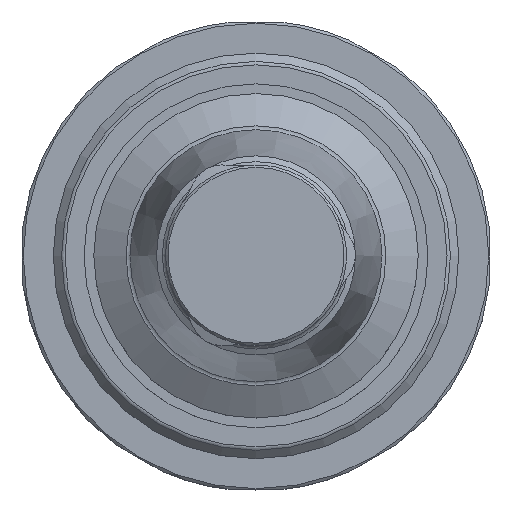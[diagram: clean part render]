
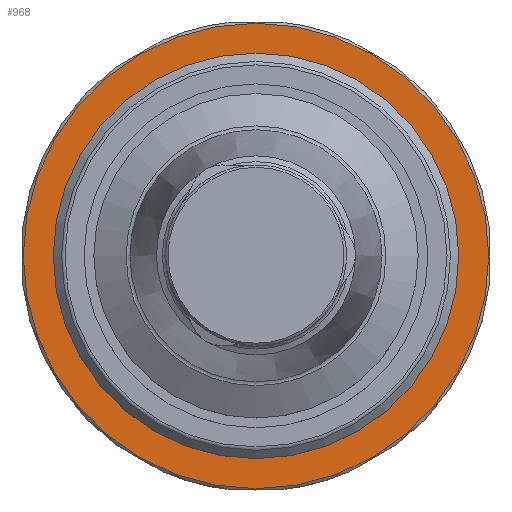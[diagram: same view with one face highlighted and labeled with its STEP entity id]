
A CAD part, top view. The second image highlights one B-rep face of the part: STEP entity #968.
In plain terms, the highlighted planar face has unit normal (0, 0, 1).
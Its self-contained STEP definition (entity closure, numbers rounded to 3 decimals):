
#128=PLANE('',#1063);
#187=ORIENTED_EDGE('',*,*,#446,.T.);
#188=ORIENTED_EDGE('',*,*,#447,.F.);
#446=EDGE_CURVE('',#581,#581,#678,.T.);
#447=EDGE_CURVE('',#582,#582,#679,.T.);
#581=VERTEX_POINT('',#1500);
#582=VERTEX_POINT('',#1503);
#678=CIRCLE('',#1062,24.65);
#679=CIRCLE('',#1064,28.7);
#748=EDGE_LOOP('',(#187));
#749=EDGE_LOOP('',(#188));
#848=FACE_BOUND('',#748,.T.);
#849=FACE_BOUND('',#749,.T.);
#968=ADVANCED_FACE('',(#848,#849),#128,.F.);
#1062=AXIS2_PLACEMENT_3D('',#1499,#1217,#1218);
#1063=AXIS2_PLACEMENT_3D('',#1501,#1219,#1220);
#1064=AXIS2_PLACEMENT_3D('',#1502,#1221,#1222);
#1217=DIRECTION('',(0.,0.,-1.));
#1218=DIRECTION('',(-1.,0.,0.));
#1219=DIRECTION('',(0.,0.,-1.));
#1220=DIRECTION('',(-1.,0.,0.));
#1221=DIRECTION('',(0.,0.,-1.));
#1222=DIRECTION('',(-1.,0.,0.));
#1499=CARTESIAN_POINT('',(0.,0.,-0.996));
#1500=CARTESIAN_POINT('',(-24.65,0.,-0.996));
#1501=CARTESIAN_POINT('',(-24.65,0.,-0.996));
#1502=CARTESIAN_POINT('',(0.,0.,-0.996));
#1503=CARTESIAN_POINT('',(-28.7,0.,-0.996));
